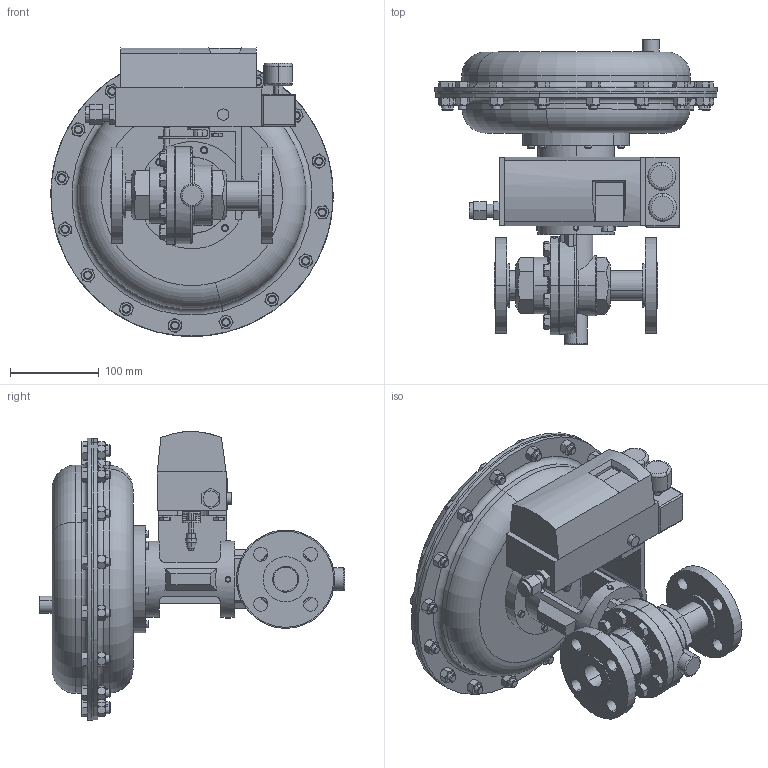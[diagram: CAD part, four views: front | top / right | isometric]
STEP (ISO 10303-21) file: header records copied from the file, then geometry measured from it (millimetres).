
FILE_DESCRIPTION (( 'STEP AP203' ), '1' );
FILE_NAME ('70SP-100-DI+BR-F5-55M-16IQ.STEP', '2017-09-11T18:02:50', ( '' ), ( '' ), 'SwSTEP 2.0', 'SolidWorks 2014', '' );
FILE_SCHEMA (( 'CONFIG_CONTROL_DESIGN' ));
Length unit declared in the file: inch
Products named in the file (1): 70SP-100-DI+BR-F5-55M-16IQ
Bounding box: 317.5 x 343.54 x 324.83 mm (x, y, z)
Volume: 7304192.4 mm3; surface area: 471162.6 mm2
Topology: 1 solids, 1 shells, 1197 faces, 2777 edges, 1691 vertices
Faces by surface type: plane 512, cone 410, cylinder 202, bspline 38, torus 33, sphere 2
Entity records: 44144 total; most frequent: CARTESIAN_POINT 18056, ORIENTED_EDGE 5546, DIRECTION 5116, EDGE_CURVE 2773, AXIS2_PLACEMENT_3D 2037, VERTEX_POINT 1691, EDGE_LOOP 1330, FACE_OUTER_BOUND 1197
